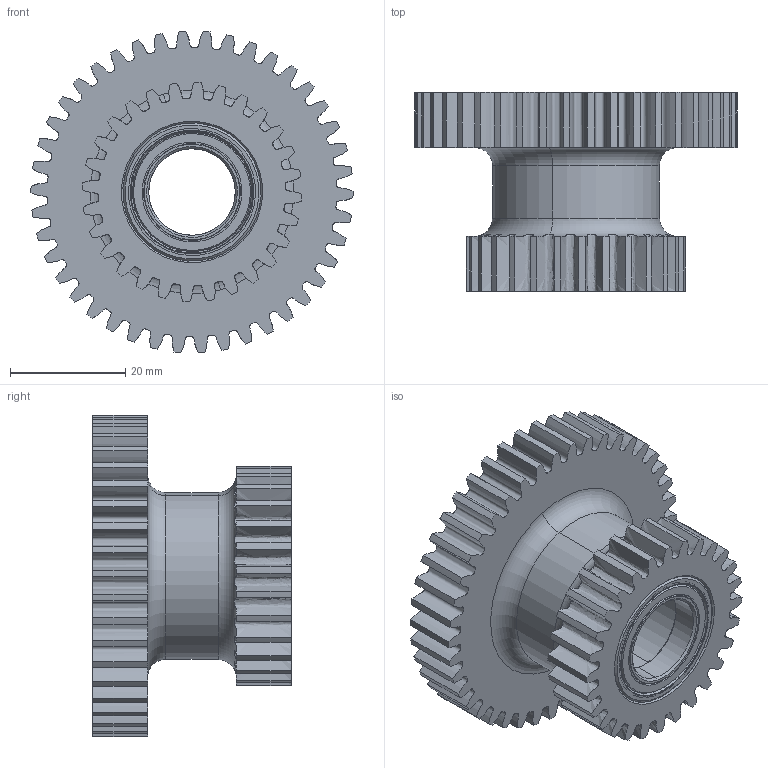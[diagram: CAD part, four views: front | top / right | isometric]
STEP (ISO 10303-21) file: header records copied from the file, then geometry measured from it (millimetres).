
FILE_DESCRIPTION (( 'STEP AP214' ), '1' );
FILE_NAME ('WCP-1421.STEP', '2023-12-19T00:35:29', ( '' ), ( '' ), 'SwSTEP 2.0', 'SolidWorks 2022', '' );
FILE_SCHEMA (( 'AUTOMOTIVE_DESIGN' ));
Length unit declared in the file: inch
Products named in the file (3): WCP-1421; WCP-1421-002 Rev1; WCP-0078 Rev1_5972K155
Assembly tree (3 placements, depth 2):
  WCP-1421
    WCP-1421-002 Rev1
    WCP-0078 Rev1_5972K155  x2
Bounding box: 55.88 x 34.47 x 55.84 mm (x, y, z)
Volume: 23345 mm3; surface area: 19762.6 mm2
Topology: 37 solids, 37 shells, 901 faces, 2528 edges, 1664 vertices
Faces by surface type: plane 353, cylinder 158, cone 156, torus 116, bspline 70, sphere 48
Entity records: 42953 total; most frequent: CARTESIAN_POINT 29297, ORIENTED_EDGE 2984, DIRECTION 2574, EDGE_CURVE 1492, AXIS2_PLACEMENT_3D 1079, VERTEX_POINT 986, CIRCLE 590, EDGE_LOOP 576
